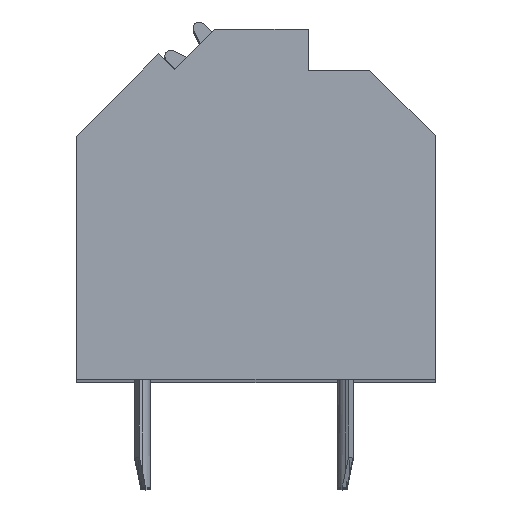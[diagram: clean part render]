
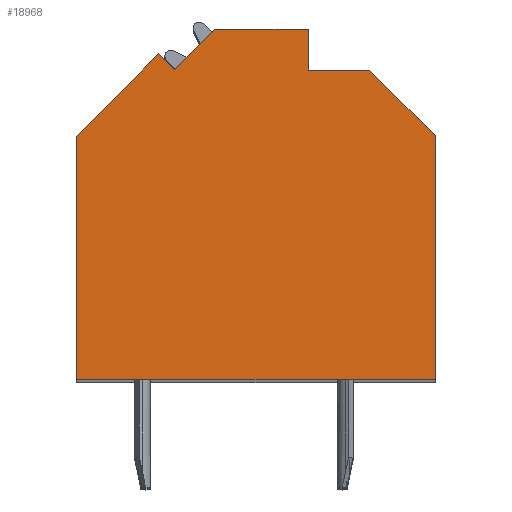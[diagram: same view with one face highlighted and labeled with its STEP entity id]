
A CAD part, top view. The second image highlights one B-rep face of the part: STEP entity #18968.
In plain terms, the highlighted planar face has unit normal (0, 0, 1).
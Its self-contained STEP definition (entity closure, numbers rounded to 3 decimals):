
#5897=DIRECTION('',(-0.707,-0.707,0.));
#5898=VECTOR('',#5897,1.897);
#5899=CARTESIAN_POINT('',(-1.39,5.718,56.745));
#5900=LINE('',#5899,#5898);
#5901=DIRECTION('',(-1.,0.,0.));
#5902=VECTOR('',#5901,3.14);
#5903=CARTESIAN_POINT('',(1.75,5.718,56.745));
#5904=LINE('',#5903,#5902);
#5905=DIRECTION('',(0.,1.,0.));
#5906=VECTOR('',#5905,1.368);
#5907=CARTESIAN_POINT('',(1.75,4.35,56.745));
#5908=LINE('',#5907,#5906);
#5909=DIRECTION('',(-1.,0.,0.));
#5910=VECTOR('',#5909,2.05);
#5911=CARTESIAN_POINT('',(3.8,4.35,56.745));
#5912=LINE('',#5911,#5910);
#5913=DIRECTION('',(-0.707,0.707,0.));
#5914=VECTOR('',#5913,3.111);
#5915=CARTESIAN_POINT('',(6.,2.15,56.745));
#5916=LINE('',#5915,#5914);
#5917=DIRECTION('',(0.,1.,0.));
#5918=VECTOR('',#5917,8.15);
#5919=CARTESIAN_POINT('',(6.,-6.,56.745));
#5920=LINE('',#5919,#5918);
#5921=DIRECTION('',(1.,0.,0.));
#5922=VECTOR('',#5921,12.);
#5923=CARTESIAN_POINT('',(-6.,-6.,56.745));
#5924=LINE('',#5923,#5922);
#5925=DIRECTION('',(0.,-1.,0.));
#5926=VECTOR('',#5925,8.14);
#5927=CARTESIAN_POINT('',(-6.,2.14,56.745));
#5928=LINE('',#5927,#5926);
#5929=DIRECTION('',(-0.707,-0.707,0.));
#5930=VECTOR('',#5929,3.892);
#5931=CARTESIAN_POINT('',(-3.248,4.892,56.745));
#5932=LINE('',#5931,#5930);
#5933=DIRECTION('',(-0.707,0.707,0.));
#5934=VECTOR('',#5933,0.73);
#5935=CARTESIAN_POINT('',(-2.732,4.376,56.745));
#5936=LINE('',#5935,#5934);
#8825=CARTESIAN_POINT('',(-1.39,5.718,56.745));
#8826=CARTESIAN_POINT('',(-2.732,4.376,56.745));
#8827=VERTEX_POINT('',#8825);
#8828=VERTEX_POINT('',#8826);
#8829=CARTESIAN_POINT('',(-3.248,4.892,56.745));
#8830=VERTEX_POINT('',#8829);
#8831=CARTESIAN_POINT('',(-6.,2.14,56.745));
#8832=VERTEX_POINT('',#8831);
#8833=CARTESIAN_POINT('',(-6.,-6.,56.745));
#8834=VERTEX_POINT('',#8833);
#8835=CARTESIAN_POINT('',(6.,-6.,56.745));
#8836=VERTEX_POINT('',#8835);
#8837=CARTESIAN_POINT('',(6.,2.15,56.745));
#8838=VERTEX_POINT('',#8837);
#8839=CARTESIAN_POINT('',(3.8,4.35,56.745));
#8840=VERTEX_POINT('',#8839);
#8841=CARTESIAN_POINT('',(1.75,4.35,56.745));
#8842=VERTEX_POINT('',#8841);
#8843=CARTESIAN_POINT('',(1.75,5.718,56.745));
#8844=VERTEX_POINT('',#8843);
#18951=CARTESIAN_POINT('',(0.,0.,56.745));
#18952=DIRECTION('',(0.,0.,1.));
#18953=DIRECTION('',(1.,0.,0.));
#18954=AXIS2_PLACEMENT_3D('',#18951,#18952,#18953);
#18955=PLANE('',#18954);
#18956=ORIENTED_EDGE('',*,*,#11915,.F.);
#18957=ORIENTED_EDGE('',*,*,#14914,.F.);
#18958=ORIENTED_EDGE('',*,*,#14928,.F.);
#18959=ORIENTED_EDGE('',*,*,#14942,.F.);
#18960=ORIENTED_EDGE('',*,*,#14956,.F.);
#18961=ORIENTED_EDGE('',*,*,#14970,.F.);
#18962=ORIENTED_EDGE('',*,*,#14984,.F.);
#18963=ORIENTED_EDGE('',*,*,#15541,.F.);
#18964=ORIENTED_EDGE('',*,*,#16021,.F.);
#18965=ORIENTED_EDGE('',*,*,#11568,.F.);
#18966=EDGE_LOOP('',(#18956,#18957,#18958,#18959,#18960,#18961,#18962,#18963,
#18964,#18965));
#18967=FACE_OUTER_BOUND('',#18966,.F.);
#11568=EDGE_CURVE('',#8828,#8830,#5936,.T.);
#11915=EDGE_CURVE('',#8827,#8828,#5900,.T.);
#14914=EDGE_CURVE('',#8844,#8827,#5904,.T.);
#14928=EDGE_CURVE('',#8842,#8844,#5908,.T.);
#14942=EDGE_CURVE('',#8840,#8842,#5912,.T.);
#14956=EDGE_CURVE('',#8838,#8840,#5916,.T.);
#14970=EDGE_CURVE('',#8836,#8838,#5920,.T.);
#14984=EDGE_CURVE('',#8834,#8836,#5924,.T.);
#15541=EDGE_CURVE('',#8832,#8834,#5928,.T.);
#16021=EDGE_CURVE('',#8830,#8832,#5932,.T.);
#18968=ADVANCED_FACE('',(#18967),#18955,.T.);
